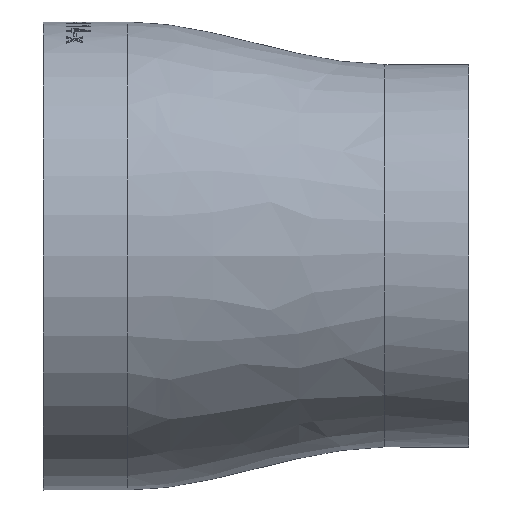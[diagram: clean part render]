
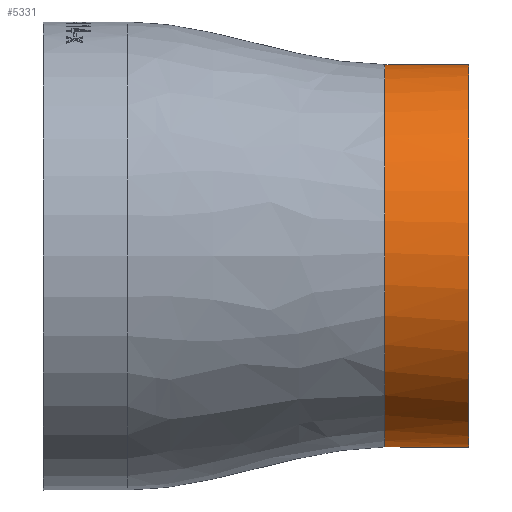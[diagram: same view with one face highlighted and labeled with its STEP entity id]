
A CAD part, front view. The second image highlights one B-rep face of the part: STEP entity #5331.
In plain terms, the highlighted cylindrical face has radius 57.15 mm (diameter 114.3 mm), a full revolution.
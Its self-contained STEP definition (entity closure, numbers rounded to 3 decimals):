
#195 = CARTESIAN_POINT ( 'NONE',  ( 102., 2.457, -57.15 ) ) ;
#992 = CARTESIAN_POINT ( 'NONE',  ( 102., -63.829, -29.694 ) ) ;
#1058 = CARTESIAN_POINT ( 'NONE',  ( 102., -42.394, 51.129 ) ) ;
#1151 = EDGE_CURVE ( 'NONE', #9635, #9635, #5321, .T. ) ;
#1188 = CARTESIAN_POINT ( 'NONE',  ( 102., -27.857, -57.15 ) ) ;
#1341 = CARTESIAN_POINT ( 'NONE',  ( 102., 44.45, 0. ) ) ;
#1360 = FACE_OUTER_BOUND ( 'NONE', #3641, .T. ) ;
#2018 = CARTESIAN_POINT ( 'NONE',  ( 102., -27.857, 57.15 ) ) ;
#2086 = CARTESIAN_POINT ( 'NONE',  ( 102., 44.45, 0.758 ) ) ;
#3105 = CARTESIAN_POINT ( 'NONE',  ( 102., 2.457, 57.15 ) ) ;
#3175 = CARTESIAN_POINT ( 'NONE',  ( 102., 36.285, 31.837 ) ) ;
#3641 = EDGE_LOOP ( 'NONE', ( #3865 ) ) ;
#3865 = ORIENTED_EDGE ( 'NONE', *, *, #7030, .T. ) ;
#4131 = CARTESIAN_POINT ( 'NONE',  ( 102., -69.85, -15.157 ) ) ;
#4269 = CARTESIAN_POINT ( 'NONE',  ( 102., 16.994, -51.129 ) ) ;
#4634 = DIRECTION ( 'NONE',  ( -1., 0., 0. ) ) ;
#5270 = CARTESIAN_POINT ( 'NONE',  ( 102., 44.42, -2.27 ) ) ;
#5321 = B_SPLINE_CURVE_WITH_KNOTS ( 'NONE', 3,
 ( #7231, #9282, #5270, #11442, #9417, #6132, #11305, #4269, #195, #1188, #10292, #992, #4131, #10230, #8412, #1058, #2018, #3105, #8342, #3175, #11236, #12394, #11377, #9346, #2086, #6194 ),
 .UNSPECIFIED., .T., .F.,
 ( 4, 1, 1, 1, 1, 2, 2, 2, 2, 2, 2, 2, 1, 1, 1, 1, 4 ),
 ( 0., 0.006, 0.012, 0.019, 0.025, 0.125, 0.25, 0.375, 0.5, 0.625, 0.75, 0.875, 0.975, 0.981, 0.988, 0.994, 1. ),
 .UNSPECIFIED. ) ;
#5331 = ADVANCED_FACE ( 'NONE', ( #1360, #6505 ), #6713, .T. ) ;
#5440 = CARTESIAN_POINT ( 'NONE',  ( 101.827, -12.7, 0. ) ) ;
#6132 = CARTESIAN_POINT ( 'NONE',  ( 102., 42.202, -20.13 ) ) ;
#6194 = CARTESIAN_POINT ( 'NONE',  ( 102., 44.45, 0. ) ) ;
#6422 = CARTESIAN_POINT ( 'NONE',  ( 127., -12.7, 57.15 ) ) ;
#6505 = FACE_OUTER_BOUND ( 'NONE', #8834, .T. ) ;
#6713 = CYLINDRICAL_SURFACE ( 'NONE', #12697, 57.15 ) ;
#7030 = EDGE_CURVE ( 'NONE', #10582, #10582, #7308, .T. ) ;
#7231 = CARTESIAN_POINT ( 'NONE',  ( 102., 44.45, 0. ) ) ;
#7308 = CIRCLE ( 'NONE', #7971, 57.15 ) ;
#7637 = DIRECTION ( 'NONE',  ( 0., 0., 1. ) ) ;
#7971 = AXIS2_PLACEMENT_3D ( 'NONE', #10003, #11973, #7637 ) ;
#7991 = ORIENTED_EDGE ( 'NONE', *, *, #1151, .F. ) ;
#8342 = CARTESIAN_POINT ( 'NONE',  ( 102., 16.994, 51.129 ) ) ;
#8412 = CARTESIAN_POINT ( 'NONE',  ( 102., -63.829, 29.694 ) ) ;
#8834 = EDGE_LOOP ( 'NONE', ( #7991 ) ) ;
#9282 = CARTESIAN_POINT ( 'NONE',  ( 102., 44.45, -0.758 ) ) ;
#9346 = CARTESIAN_POINT ( 'NONE',  ( 102., 44.42, 2.27 ) ) ;
#9417 = CARTESIAN_POINT ( 'NONE',  ( 102., 44.063, -6.771 ) ) ;
#9586 = DIRECTION ( 'NONE',  ( 0., 0., 1. ) ) ;
#9635 = VERTEX_POINT ( 'NONE', #1341 ) ;
#10003 = CARTESIAN_POINT ( 'NONE',  ( 127., -12.7, 0. ) ) ;
#10230 = CARTESIAN_POINT ( 'NONE',  ( 102., -69.85, 15.157 ) ) ;
#10292 = CARTESIAN_POINT ( 'NONE',  ( 102., -42.394, -51.129 ) ) ;
#10582 = VERTEX_POINT ( 'NONE', #6422 ) ;
#11236 = CARTESIAN_POINT ( 'NONE',  ( 102., 42.202, 20.13 ) ) ;
#11305 = CARTESIAN_POINT ( 'NONE',  ( 102., 36.285, -31.837 ) ) ;
#11377 = CARTESIAN_POINT ( 'NONE',  ( 102., 44.285, 4.528 ) ) ;
#11442 = CARTESIAN_POINT ( 'NONE',  ( 102., 44.285, -4.528 ) ) ;
#11973 = DIRECTION ( 'NONE',  ( -1., 0., 0. ) ) ;
#12394 = CARTESIAN_POINT ( 'NONE',  ( 102., 44.063, 6.771 ) ) ;
#12697 = AXIS2_PLACEMENT_3D ( 'NONE', #5440, #4634, #9586 ) ;
